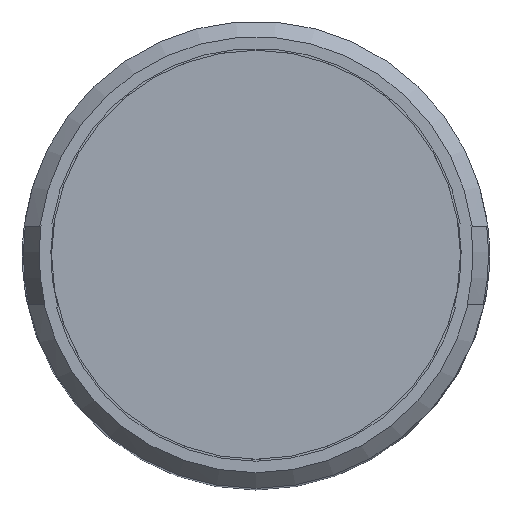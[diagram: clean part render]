
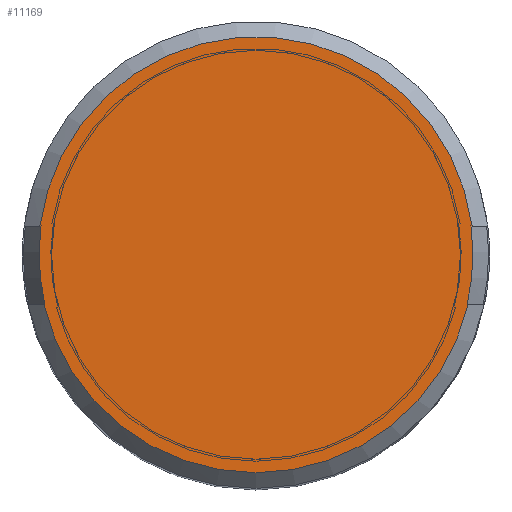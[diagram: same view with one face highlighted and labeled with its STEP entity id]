
A CAD part, top view. The second image highlights one B-rep face of the part: STEP entity #11169.
In plain terms, the highlighted planar face has unit normal (0, 0, 1).
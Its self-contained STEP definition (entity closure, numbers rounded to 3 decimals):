
#3312=CARTESIAN_POINT('',(-8.08,-1.9,60.));
#3332=CARTESIAN_POINT('',(-8.227,1.1,60.));
#3379=CARTESIAN_POINT('',(8.227,1.1,60.));
#3408=CARTESIAN_POINT('',(8.08,-1.9,60.));
#3415=CARTESIAN_POINT('',(8.121,-1.9,60.));
#3417=CARTESIAN_POINT('',(-8.121,-1.9,60.));
#3424=DIRECTION('',(1.,0.,0.));
#3425=VECTOR('',#3424,0.04);
#3426=CARTESIAN_POINT('',(8.227,1.1,60.));
#3427=LINE('',#3426,#3425);
#3428=DIRECTION('',(1.,0.,0.));
#3429=VECTOR('',#3428,0.041);
#3430=CARTESIAN_POINT('',(8.08,-1.9,60.));
#3431=LINE('',#3430,#3429);
#3432=CARTESIAN_POINT('',(0.,0.,60.));
#3433=DIRECTION('',(0.,0.,1.));
#3434=DIRECTION('',(-0.974,-0.228,0.));
#3435=AXIS2_PLACEMENT_3D('',#3432,#3433,#3434);
#3437=DIRECTION('',(1.,0.,0.));
#3438=VECTOR('',#3437,0.041);
#3439=CARTESIAN_POINT('',(-8.121,-1.9,60.));
#3440=LINE('',#3439,#3438);
#3441=DIRECTION('',(1.,0.,0.));
#3442=VECTOR('',#3441,0.04);
#3443=CARTESIAN_POINT('',(-8.267,1.1,60.));
#3444=LINE('',#3443,#3442);
#3445=CARTESIAN_POINT('',(0.,0.,60.));
#3446=DIRECTION('',(0.,0.,1.));
#3447=DIRECTION('',(0.991,0.132,0.));
#3448=AXIS2_PLACEMENT_3D('',#3445,#3446,#3447);
#3455=CARTESIAN_POINT('',(0.,0.,60.));
#3456=DIRECTION('',(0.,0.,1.));
#3457=DIRECTION('',(0.973,-0.229,0.));
#3458=AXIS2_PLACEMENT_3D('',#3455,#3456,#3457);
#3460=CARTESIAN_POINT('',(0.,0.,60.));
#3461=DIRECTION('',(0.,0.,1.));
#3462=DIRECTION('',(-0.991,0.133,0.));
#3463=AXIS2_PLACEMENT_3D('',#3460,#3461,#3462);
#3475=CARTESIAN_POINT('',(-8.267,1.1,60.));
#3477=CARTESIAN_POINT('',(8.267,1.1,60.));
#4496=VERTEX_POINT('',#3475);
#4498=VERTEX_POINT('',#3415);
#4499=VERTEX_POINT('',#3417);
#4518=VERTEX_POINT('',#3477);
#4567=VERTEX_POINT('',#3332);
#4568=VERTEX_POINT('',#3379);
#4577=VERTEX_POINT('',#3312);
#4578=VERTEX_POINT('',#3408);
#11151=CARTESIAN_POINT('',(0.,0.,60.));
#11152=DIRECTION('',(0.,0.,1.));
#11153=DIRECTION('',(1.,0.,0.));
#11154=AXIS2_PLACEMENT_3D('',#11151,#11152,#11153);
#11155=PLANE('',#11154);
#11156=ORIENTED_EDGE('',*,*,#11037,.F.);
#11158=ORIENTED_EDGE('',*,*,#11157,.F.);
#11159=ORIENTED_EDGE('',*,*,#11112,.T.);
#11160=ORIENTED_EDGE('',*,*,#11134,.F.);
#11161=ORIENTED_EDGE('',*,*,#10896,.T.);
#11163=ORIENTED_EDGE('',*,*,#11162,.F.);
#11164=ORIENTED_EDGE('',*,*,#10952,.F.);
#11166=ORIENTED_EDGE('',*,*,#11165,.F.);
#11167=EDGE_LOOP('',(#11156,#11158,#11159,#11160,#11161,#11163,#11164,#11166));
#11168=FACE_OUTER_BOUND('',#11167,.F.);
#11169=ADVANCED_FACE('',(#11168),#11155,.T.);
#3436=CIRCLE('',#3435,8.34);
#3449=CIRCLE('',#3448,8.34);
#3459=CIRCLE('',#3458,8.3);
#3464=CIRCLE('',#3463,8.3);
#10896=EDGE_CURVE('',#4499,#4577,#3440,.T.);
#10952=EDGE_CURVE('',#4496,#4567,#3444,.T.);
#11037=EDGE_CURVE('',#4568,#4518,#3427,.T.);
#11112=EDGE_CURVE('',#4578,#4498,#3431,.T.);
#11134=EDGE_CURVE('',#4499,#4498,#3436,.T.);
#11157=EDGE_CURVE('',#4578,#4568,#3459,.T.);
#11162=EDGE_CURVE('',#4567,#4577,#3464,.T.);
#11165=EDGE_CURVE('',#4518,#4496,#3449,.T.);
